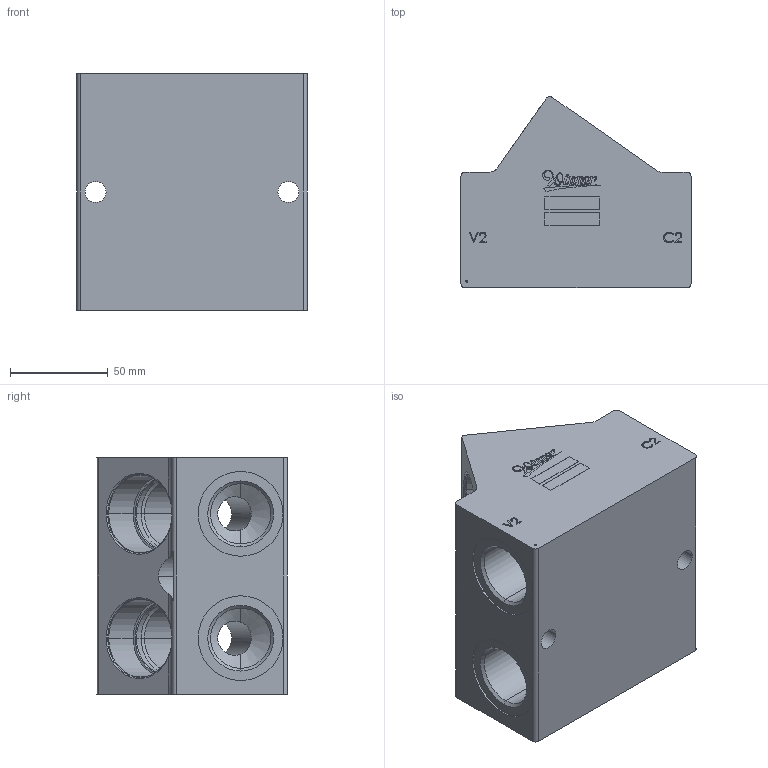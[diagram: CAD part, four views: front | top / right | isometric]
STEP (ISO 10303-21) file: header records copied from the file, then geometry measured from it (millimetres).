
FILE_DESCRIPTION (( 'STEP AP203' ), '1' );
FILE_NAME ('ML-240-CDW-17A3-17A3-G08-Z41.STEP', '2026-02-26T00:37:10', ( '' ), ( '' ), 'SwSTEP 2.0', 'SolidWorks 2018', '' );
FILE_SCHEMA (( 'CONFIG_CONTROL_DESIGN' ));
Length unit declared in the file: millimetre
Products named in the file (1): ML-240-CDW-17A3-17A3-G08-Z41
Bounding box: 117.5 x 97.51 x 120.7 mm (x, y, z)
Volume: 772373.1 mm3; surface area: 94471.9 mm2
Topology: 1 solids, 1 shells, 617 faces, 1713 edges, 1123 vertices
Faces by surface type: cylinder 354, plane 187, cone 38, bspline 30, torus 8
Entity records: 22723 total; most frequent: CARTESIAN_POINT 6429, DIRECTION 3505, ORIENTED_EDGE 3422, EDGE_CURVE 1711, AXIS2_PLACEMENT_3D 1315, VERTEX_POINT 1123, LINE 875, VECTOR 875
